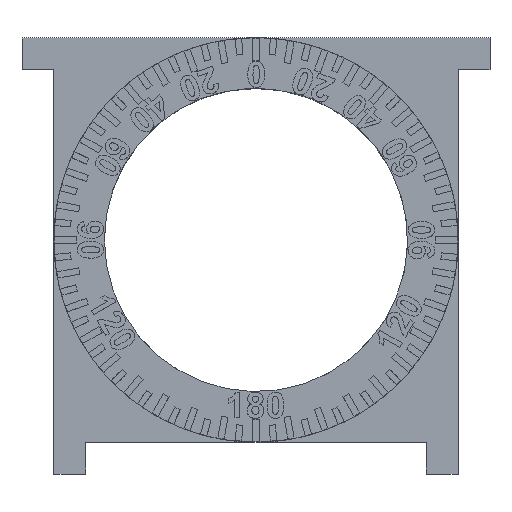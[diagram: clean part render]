
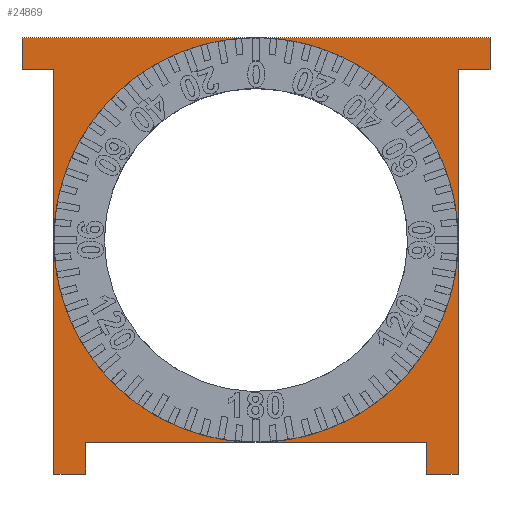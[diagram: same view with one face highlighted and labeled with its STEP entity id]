
A CAD part, top view. The second image highlights one B-rep face of the part: STEP entity #24869.
In plain terms, the highlighted planar face has unit normal (0, 0, 1).
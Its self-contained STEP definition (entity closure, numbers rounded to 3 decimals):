
#2246=FACE_BOUND('',#4091,.T.);
#2439=CIRCLE('',#26356,21.05);
#2618=FACE_OUTER_BOUND('',#4090,.T.);
#4090=EDGE_LOOP('',(#16552,#16553,#16554,#16555,#16556,#16557,#16558,#16559,
#16560,#16561,#16562,#16563));
#4091=EDGE_LOOP('',(#16564));
#5769=LINE('',#31267,#7948);
#5776=LINE('',#31281,#7955);
#5781=LINE('',#31291,#7960);
#5785=LINE('',#31299,#7964);
#5791=LINE('',#31311,#7970);
#5794=LINE('',#31315,#7973);
#5795=LINE('',#31317,#7974);
#5796=LINE('',#31318,#7975);
#5797=LINE('',#31320,#7976);
#5798=LINE('',#31322,#7977);
#5799=LINE('',#31324,#7978);
#5800=LINE('',#31325,#7979);
#7948=VECTOR('',#27282,10.);
#7955=VECTOR('',#27293,10.);
#7960=VECTOR('',#27302,10.);
#7964=VECTOR('',#27308,10.);
#7970=VECTOR('',#27320,10.);
#7973=VECTOR('',#27325,10.);
#7974=VECTOR('',#27326,10.);
#7975=VECTOR('',#27327,10.);
#7976=VECTOR('',#27328,10.);
#7977=VECTOR('',#27329,10.);
#7978=VECTOR('',#27330,10.);
#7979=VECTOR('',#27331,10.);
#10122=VERTEX_POINT('',#31264);
#10123=VERTEX_POINT('',#31266);
#10127=VERTEX_POINT('',#31278);
#10128=VERTEX_POINT('',#31280);
#10130=VERTEX_POINT('',#31288);
#10131=VERTEX_POINT('',#31290);
#10134=VERTEX_POINT('',#31298);
#10137=VERTEX_POINT('',#31310);
#10138=VERTEX_POINT('',#31316);
#10139=VERTEX_POINT('',#31319);
#10140=VERTEX_POINT('',#31321);
#10141=VERTEX_POINT('',#31323);
#10142=VERTEX_POINT('',#31326);
#12675=EDGE_CURVE('',#10122,#10123,#5769,.T.);
#12682=EDGE_CURVE('',#10127,#10128,#5776,.T.);
#12687=EDGE_CURVE('',#10130,#10131,#5781,.T.);
#12691=EDGE_CURVE('',#10131,#10134,#5785,.T.);
#12697=EDGE_CURVE('',#10134,#10137,#5791,.T.);
#12700=EDGE_CURVE('',#10130,#10128,#5794,.T.);
#12701=EDGE_CURVE('',#10138,#10127,#5795,.T.);
#12702=EDGE_CURVE('',#10138,#10123,#5796,.T.);
#12703=EDGE_CURVE('',#10139,#10122,#5797,.T.);
#12704=EDGE_CURVE('',#10139,#10140,#5798,.T.);
#12705=EDGE_CURVE('',#10141,#10140,#5799,.T.);
#12706=EDGE_CURVE('',#10137,#10141,#5800,.T.);
#12707=EDGE_CURVE('',#10142,#10142,#2439,.T.);
#16552=ORIENTED_EDGE('',*,*,#12697,.F.);
#16553=ORIENTED_EDGE('',*,*,#12691,.F.);
#16554=ORIENTED_EDGE('',*,*,#12687,.F.);
#16555=ORIENTED_EDGE('',*,*,#12700,.T.);
#16556=ORIENTED_EDGE('',*,*,#12682,.F.);
#16557=ORIENTED_EDGE('',*,*,#12701,.F.);
#16558=ORIENTED_EDGE('',*,*,#12702,.T.);
#16559=ORIENTED_EDGE('',*,*,#12675,.F.);
#16560=ORIENTED_EDGE('',*,*,#12703,.F.);
#16561=ORIENTED_EDGE('',*,*,#12704,.T.);
#16562=ORIENTED_EDGE('',*,*,#12705,.F.);
#16563=ORIENTED_EDGE('',*,*,#12706,.F.);
#16564=ORIENTED_EDGE('',*,*,#12707,.T.);
#24142=PLANE('',#26355);
#24869=ADVANCED_FACE('',(#2618,#2246),#24142,.F.);
#26355=AXIS2_PLACEMENT_3D('',#31314,#27323,#27324);
#26356=AXIS2_PLACEMENT_3D('',#31327,#27332,#27333);
#27282=DIRECTION('',(-1.,0.,0.));
#27293=DIRECTION('',(0.,1.,0.));
#27302=DIRECTION('',(0.,-1.,0.));
#27308=DIRECTION('',(-1.,0.,0.));
#27320=DIRECTION('',(0.,1.,0.));
#27323=DIRECTION('center_axis',(0.,0.,-1.));
#27324=DIRECTION('ref_axis',(-1.,0.,0.));
#27325=DIRECTION('',(1.,0.,0.));
#27326=DIRECTION('',(-1.,0.,0.));
#27327=DIRECTION('',(0.,1.,0.));
#27328=DIRECTION('',(0.,-1.,0.));
#27329=DIRECTION('',(-1.,0.,0.));
#27330=DIRECTION('',(0.,1.,0.));
#27331=DIRECTION('',(-1.,0.,0.));
#27332=DIRECTION('center_axis',(0.,0.,-1.));
#27333=DIRECTION('ref_axis',(1.,0.,0.));
#31264=CARTESIAN_POINT('',(-18.4,-9.367,-13.5));
#31266=CARTESIAN_POINT('',(-22.4,-9.367,-13.5));
#31267=CARTESIAN_POINT('',(-37.1,-9.367,-13.5));
#31278=CARTESIAN_POINT('',(-26.4,-60.167,-13.5));
#31280=CARTESIAN_POINT('',(-26.4,-56.167,-13.5));
#31281=CARTESIAN_POINT('',(-26.4,-42.467,-13.5));
#31288=CARTESIAN_POINT('',(-69.2,-56.167,-13.5));
#31290=CARTESIAN_POINT('',(-69.2,-60.167,-13.5));
#31291=CARTESIAN_POINT('',(-69.2,-46.467,-13.5));
#31298=CARTESIAN_POINT('',(-73.2,-60.167,-13.5));
#31299=CARTESIAN_POINT('',(-60.5,-60.167,-13.5));
#31310=CARTESIAN_POINT('',(-73.2,-9.367,-13.5));
#31311=CARTESIAN_POINT('',(-73.2,-42.467,-13.5));
#31314=CARTESIAN_POINT('Origin',(-47.8,-30.767,-13.5));
#31315=CARTESIAN_POINT('',(-35.1,-56.167,-13.5));
#31316=CARTESIAN_POINT('',(-22.4,-60.167,-13.5));
#31317=CARTESIAN_POINT('',(-37.1,-60.167,-13.5));
#31318=CARTESIAN_POINT('',(-22.4,-18.067,-13.5));
#31319=CARTESIAN_POINT('',(-18.4,-5.367,-13.5));
#31320=CARTESIAN_POINT('',(-18.4,-21.067,-13.5));
#31321=CARTESIAN_POINT('',(-77.2,-5.367,-13.5));
#31322=CARTESIAN_POINT('',(-60.5,-5.367,-13.5));
#31323=CARTESIAN_POINT('',(-77.2,-9.367,-13.5));
#31324=CARTESIAN_POINT('',(-77.2,-19.067,-13.5));
#31325=CARTESIAN_POINT('',(-62.5,-9.367,-13.5));
#31326=CARTESIAN_POINT('',(-68.85,-30.767,-13.5));
#31327=CARTESIAN_POINT('Origin',(-47.8,-30.767,-13.5));
